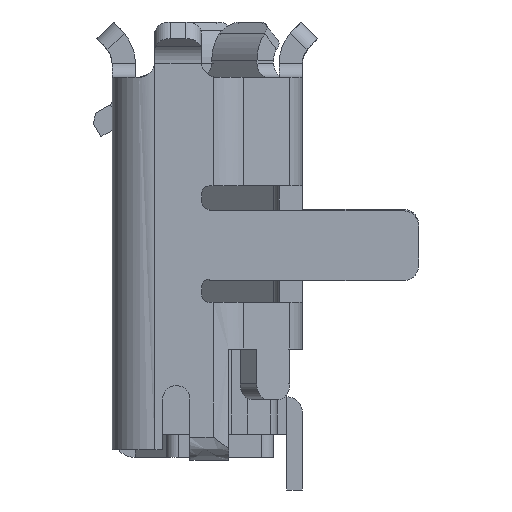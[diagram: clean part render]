
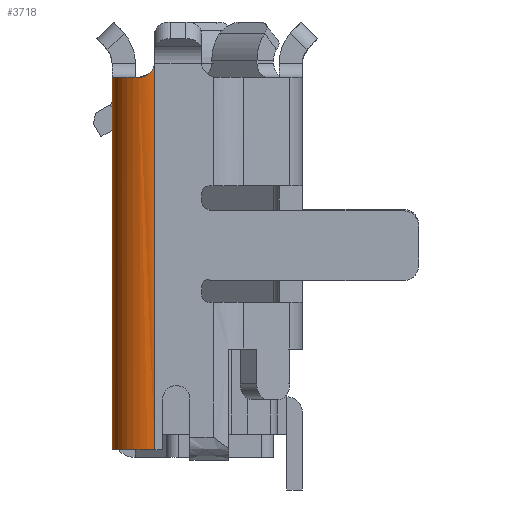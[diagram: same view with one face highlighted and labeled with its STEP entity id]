
A CAD part, left-side view. The second image highlights one B-rep face of the part: STEP entity #3718.
In plain terms, the highlighted free-form (B-spline) face has degree [1, 3] with [2, 4] control points.
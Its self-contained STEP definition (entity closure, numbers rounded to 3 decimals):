
#461 = CARTESIAN_POINT ( 'NONE',  ( -6.425, 0.675, -4.976 ) ) ;
#521 = CARTESIAN_POINT ( 'NONE',  ( -5.875, 1.225, -3.377 ) ) ;
#735 = EDGE_CURVE ( 'NONE', #18372, #17858, #5190, .T. ) ;
#855 = EDGE_LOOP ( 'NONE', ( #22990, #16127, #8008, #20174, #13435 ) ) ;
#1111 = CARTESIAN_POINT ( 'NONE',  ( -6.425, 0.679, -0.035 ) ) ;
#1359 = VERTEX_POINT ( 'NONE', #12976 ) ;
#1367 = CARTESIAN_POINT ( 'NONE',  ( -6.42, 0.751, -0.138 ) ) ;
#1623 = CARTESIAN_POINT ( 'NONE',  ( -6.425, 0.675, 0.03 ) ) ;
#3255 = CARTESIAN_POINT ( 'NONE',  ( -6.414, 0.783, -0.158 ) ) ;
#3334 = DIRECTION ( 'NONE',  ( -0.932, 0.362, 0. ) ) ;
#3349 = CARTESIAN_POINT ( 'NONE',  ( -6.422, 0.73, -0.12 ) ) ;
#3351 = CARTESIAN_POINT ( 'NONE',  ( -6.194, 1.228, 0.03 ) ) ;
#3718 = ADVANCED_FACE ( 'NONE', ( #19240 ), #20671, .F. ) ;
#4988 = CARTESIAN_POINT ( 'NONE',  ( -6.425, 0.69, -0.063 ) ) ;
#5190 = CIRCLE ( 'NONE', #17058, 0.55 ) ;
#6305 = CARTESIAN_POINT ( 'NONE',  ( -6.194, 1.228, -4.976 ) ) ;
#6558 = B_SPLINE_CURVE_WITH_KNOTS ( 'NONE', 3,
 ( #19996, #521, #22276, #16211 ),
 .UNSPECIFIED., .F., .F.,
 ( 4, 4 ),
 ( 0., 1. ),
 .UNSPECIFIED. ) ;
#7698 = VERTEX_POINT ( 'NONE', #7843 ) ;
#7843 = CARTESIAN_POINT ( 'NONE',  ( -6.425, 0.675, -4.976 ) ) ;
#8008 = ORIENTED_EDGE ( 'NONE', *, *, #16220, .F. ) ;
#8289 = CARTESIAN_POINT ( 'NONE',  ( -6.425, 1., -4.976 ) ) ;
#9346 = LINE ( 'NONE', #14896, #21595 ) ;
#11099 = CARTESIAN_POINT ( 'NONE',  ( -6.419, 0.759, -0.144 ) ) ;
#11345 = CARTESIAN_POINT ( 'NONE',  ( -6.425, 1., 0.03 ) ) ;
#12280 = EDGE_CURVE ( 'NONE', #1359, #7698, #14703, .T. ) ;
#12885 = CARTESIAN_POINT ( 'NONE',  ( -6.404, 0.828, -0.176 ) ) ;
#12976 = CARTESIAN_POINT ( 'NONE',  ( -5.875, 1.225, -4.976 ) ) ;
#13123 = CARTESIAN_POINT ( 'NONE',  ( -6.388, 0.874, -0.18 ) ) ;
#13419 = VERTEX_POINT ( 'NONE', #13898 ) ;
#13435 = ORIENTED_EDGE ( 'NONE', *, *, #23676, .F. ) ;
#13608 = EDGE_CURVE ( 'NONE', #18372, #13419, #22206, .T. ) ;
#13898 = CARTESIAN_POINT ( 'NONE',  ( -6.425, 0.675, 0. ) ) ;
#14168 = CARTESIAN_POINT ( 'NONE',  ( -5.869, 1.225, 0.03 ) ) ;
#14703 = CIRCLE ( 'NONE', #19741, 0.55 ) ;
#14734 = CARTESIAN_POINT ( 'NONE',  ( -6.42, 0.746, -0.134 ) ) ;
#14875 = DIRECTION ( 'NONE',  ( 0., 0., -1. ) ) ;
#14889 = CARTESIAN_POINT ( 'NONE',  ( -6.412, 0.794, -0.164 ) ) ;
#14896 = CARTESIAN_POINT ( 'NONE',  ( -6.425, 0.675, 0. ) ) ;
#15068 = CARTESIAN_POINT ( 'NONE',  ( -6.421, 0.743, -0.131 ) ) ;
#16127 = ORIENTED_EDGE ( 'NONE', *, *, #735, .T. ) ;
#16140 = CARTESIAN_POINT ( 'NONE',  ( -6.388, 0.874, -0.18 ) ) ;
#16211 = CARTESIAN_POINT ( 'NONE',  ( -5.874, 1.225, -0.18 ) ) ;
#16220 = EDGE_CURVE ( 'NONE', #1359, #17858, #6558, .T. ) ;
#16544 = DIRECTION ( 'NONE',  ( 0., 0., 1. ) ) ;
#16978 = CARTESIAN_POINT ( 'NONE',  ( -6.423, 0.716, -0.106 ) ) ;
#17058 = AXIS2_PLACEMENT_3D ( 'NONE', #22623, #14875, #3334 ) ;
#17858 = VERTEX_POINT ( 'NONE', #22624 ) ;
#18049 = CARTESIAN_POINT ( 'NONE',  ( -5.869, 1.225, -4.976 ) ) ;
#18372 = VERTEX_POINT ( 'NONE', #16140 ) ;
#18709 = CARTESIAN_POINT ( 'NONE',  ( -6.425, 0.675, 0. ) ) ;
#18955 = CARTESIAN_POINT ( 'NONE',  ( -6.417, 0.767, -0.149 ) ) ;
#19240 = FACE_OUTER_BOUND ( 'NONE', #855, .T. ) ;
#19741 = AXIS2_PLACEMENT_3D ( 'NONE', #20405, #16544, #22367 ) ;
#19996 = CARTESIAN_POINT ( 'NONE',  ( -5.875, 1.225, -4.976 ) ) ;
#20174 = ORIENTED_EDGE ( 'NONE', *, *, #12280, .T. ) ;
#20405 = CARTESIAN_POINT ( 'NONE',  ( -5.875, 0.675, -4.976 ) ) ;
#20671 =( BOUNDED_SURFACE ( )  B_SPLINE_SURFACE ( 1, 3, ( 
 ( #18049, #6305, #8289, #461 ),
 ( #14168, #3351, #11345, #1623 ) ),
 .UNSPECIFIED., .F., .F., .F. ) 
 B_SPLINE_SURFACE_WITH_KNOTS ( ( 2, 2 ),
 ( 4, 4 ),
 ( 0.019, 0.987 ),
 ( 0., 1. ),
 .UNSPECIFIED. ) 
 GEOMETRIC_REPRESENTATION_ITEM ( )  RATIONAL_B_SPLINE_SURFACE ( (
 ( 1., 0.802, 0.802, 1.),
 ( 1., 0.802, 0.802, 1.) ) ) 
 REPRESENTATION_ITEM ( '' )  SURFACE ( )  );
#21595 = VECTOR ( 'NONE', #23752, 1000. ) ;
#22206 = B_SPLINE_CURVE_WITH_KNOTS ( 'NONE', 3,
 ( #13123, #24651, #12885, #14889, #3255, #18955, #11099, #1367, #14734, #15068, #3349, #16978, #4988, #1111, #18709 ),
 .UNSPECIFIED., .F., .F.,
 ( 4, 2, 2, 1, 2, 2, 2, 4 ),
 ( 0., 0.25, 0.375, 0.437, 0.469, 0.5, 0.75, 1. ),
 .UNSPECIFIED. ) ;
#22276 = CARTESIAN_POINT ( 'NONE',  ( -5.875, 1.225, -1.779 ) ) ;
#22367 = DIRECTION ( 'NONE',  ( 0., 1., 0. ) ) ;
#22623 = CARTESIAN_POINT ( 'NONE',  ( -5.875, 0.675, -0.18 ) ) ;
#22624 = CARTESIAN_POINT ( 'NONE',  ( -5.874, 1.225, -0.18 ) ) ;
#22990 = ORIENTED_EDGE ( 'NONE', *, *, #13608, .F. ) ;
#23676 = EDGE_CURVE ( 'NONE', #13419, #7698, #9346, .T. ) ;
#23752 = DIRECTION ( 'NONE',  ( 0., 0., -1. ) ) ;
#24651 = CARTESIAN_POINT ( 'NONE',  ( -6.396, 0.852, -0.18 ) ) ;
